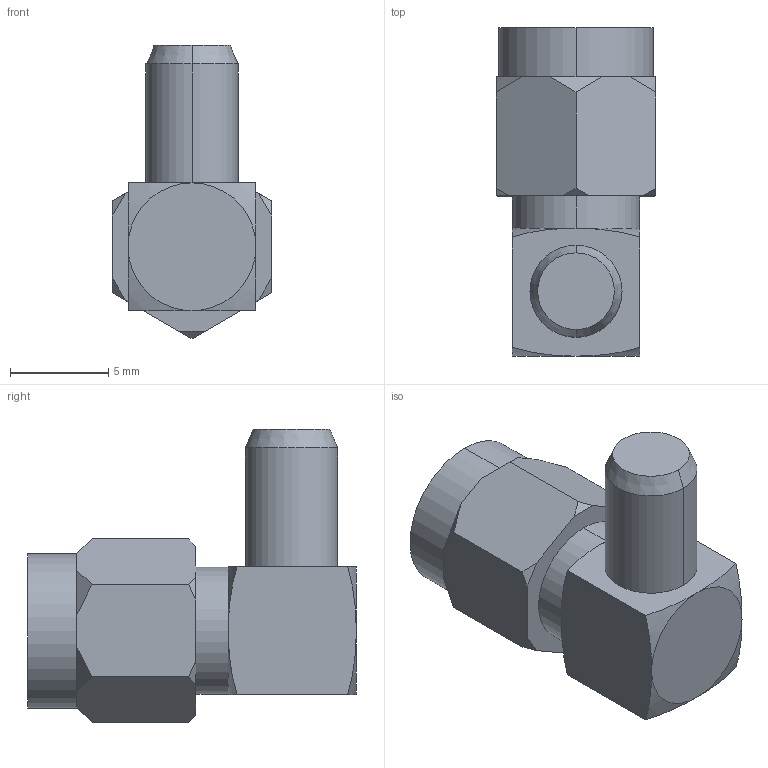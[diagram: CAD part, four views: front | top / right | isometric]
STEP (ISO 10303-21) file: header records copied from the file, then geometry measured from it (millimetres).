
FILE_DESCRIPTION((''),'2;1');
FILE_NAME('2','2021-08-11T',('Administrator'),(''),'PRO/ENGINEER BY PARAMETRIC TECHNOLOGY CORPORATION, 2012090','PRO/ENGINEER BY PARAMETRIC TECHNOLOGY CORPORATION, 2012090','');
FILE_SCHEMA(('CONFIG_CONTROL_DESIGN'));
Length unit declared in the file: millimetre
Products named in the file (1): 2
Bounding box: 8.1 x 16.7 x 14.93 mm (x, y, z)
Volume: 750.7 mm3; surface area: 854.5 mm2
Topology: 1 solids, 1 shells, 83 faces, 195 edges, 122 vertices
Faces by surface type: plane 40, cylinder 21, bspline 14, cone 8
Entity records: 4043 total; most frequent: CARTESIAN_POINT 2190, ORIENTED_EDGE 390, DIRECTION 343, EDGE_CURVE 195, VERTEX_POINT 122, AXIS2_PLACEMENT_3D 121, VECTOR 101, LINE 101
